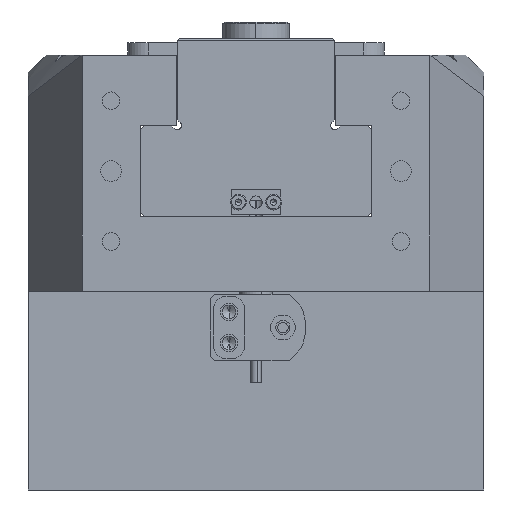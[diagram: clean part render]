
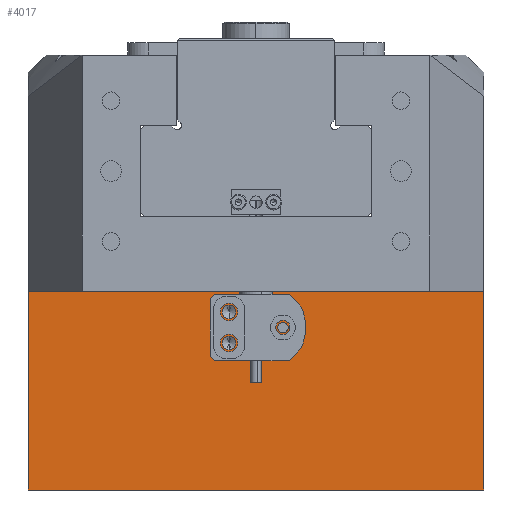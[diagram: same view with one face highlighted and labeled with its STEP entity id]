
A CAD part, left-side view. The second image highlights one B-rep face of the part: STEP entity #4017.
In plain terms, the highlighted planar face has unit normal (-1, 0, 0).
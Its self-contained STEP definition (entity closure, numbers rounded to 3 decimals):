
#504 = CIRCLE ( 'NONE', #27351, 1.65 ) ;
#608 = DIRECTION ( 'NONE',  ( -1., 0., 0. ) ) ;
#815 = CARTESIAN_POINT ( 'NONE',  ( -111.343, 3.014, 223.042 ) ) ;
#1035 = AXIS2_PLACEMENT_3D ( 'NONE', #18187, #12129, #15220 ) ;
#2393 = VERTEX_POINT ( 'NONE', #27526 ) ;
#2674 = ORIENTED_EDGE ( 'NONE', *, *, #25934, .T. ) ;
#3078 = CARTESIAN_POINT ( 'NONE',  ( -111.343, 64.514, 183.842 ) ) ;
#3851 = CIRCLE ( 'NONE', #37058, 1.65 ) ;
#3881 = DIRECTION ( 'NONE',  ( 0., 0., 1. ) ) ;
#4017 = ADVANCED_FACE ( 'NONE', ( #6734, #20177, #39300, #31192 ), #28814, .T. ) ;
#4100 = EDGE_CURVE ( 'NONE', #30684, #31367, #504, .T. ) ;
#6124 = VERTEX_POINT ( 'NONE', #23144 ) ;
#6283 = VERTEX_POINT ( 'NONE', #21254 ) ;
#6734 = FACE_BOUND ( 'NONE', #15579, .T. ) ;
#6871 = CARTESIAN_POINT ( 'NONE',  ( -111.343, 3.014, 223.042 ) ) ;
#6947 = DIRECTION ( 'NONE',  ( 0., 0., 1. ) ) ;
#8191 = LINE ( 'NONE', #15778, #30699 ) ;
#8480 = LINE ( 'NONE', #3078, #12795 ) ;
#9348 = DIRECTION ( 'NONE',  ( 0., 0., 1. ) ) ;
#9639 = DIRECTION ( 'NONE',  ( 0., 1., 0. ) ) ;
#10595 = AXIS2_PLACEMENT_3D ( 'NONE', #13816, #13420, #16760 ) ;
#11240 = AXIS2_PLACEMENT_3D ( 'NONE', #815, #29201, #3881 ) ;
#11711 = VERTEX_POINT ( 'NONE', #37714 ) ;
#11771 = EDGE_LOOP ( 'NONE', ( #23717, #37438 ) ) ;
#12129 = DIRECTION ( 'NONE',  ( -1., 0., 0. ) ) ;
#12404 = EDGE_LOOP ( 'NONE', ( #12738, #21872 ) ) ;
#12501 = DIRECTION ( 'NONE',  ( 0., 0., 1. ) ) ;
#12738 = ORIENTED_EDGE ( 'NONE', *, *, #4100, .F. ) ;
#12795 = VECTOR ( 'NONE', #30373, 1000. ) ;
#12988 = EDGE_CURVE ( 'NONE', #6283, #37625, #36718, .T. ) ;
#13420 = DIRECTION ( 'NONE',  ( -1., 0., 0. ) ) ;
#13693 = ORIENTED_EDGE ( 'NONE', *, *, #33616, .F. ) ;
#13816 = CARTESIAN_POINT ( 'NONE',  ( -111.343, 79.009, 231.842 ) ) ;
#15220 = DIRECTION ( 'NONE',  ( 0., 0., 1. ) ) ;
#15579 = EDGE_LOOP ( 'NONE', ( #18640, #29821 ) ) ;
#15778 = CARTESIAN_POINT ( 'NONE',  ( -111.343, 79.009, 231.842 ) ) ;
#16485 = VERTEX_POINT ( 'NONE', #25001 ) ;
#16760 = DIRECTION ( 'NONE',  ( 0., -1., 0. ) ) ;
#17469 = EDGE_CURVE ( 'NONE', #6124, #11711, #35102, .T. ) ;
#17938 = CARTESIAN_POINT ( 'NONE',  ( -111.343, 16.014, 225.192 ) ) ;
#18187 = CARTESIAN_POINT ( 'NONE',  ( -111.343, 16.014, 226.842 ) ) ;
#18491 = CARTESIAN_POINT ( 'NONE',  ( -111.343, 16.014, 219.342 ) ) ;
#18640 = ORIENTED_EDGE ( 'NONE', *, *, #32045, .F. ) ;
#19487 = LINE ( 'NONE', #34060, #35293 ) ;
#20177 = FACE_BOUND ( 'NONE', #12404, .T. ) ;
#20551 = VERTEX_POINT ( 'NONE', #17938 ) ;
#20676 = EDGE_CURVE ( 'NONE', #37625, #2393, #8480, .T. ) ;
#21254 = CARTESIAN_POINT ( 'NONE',  ( -111.343, -45.486, 183.842 ) ) ;
#21872 = ORIENTED_EDGE ( 'NONE', *, *, #38755, .F. ) ;
#22401 = CARTESIAN_POINT ( 'NONE',  ( -111.343, 9.514, 183.842 ) ) ;
#23144 = CARTESIAN_POINT ( 'NONE',  ( -111.343, 3.014, 221.792 ) ) ;
#23459 = DIRECTION ( 'NONE',  ( 0., 0., 1. ) ) ;
#23717 = ORIENTED_EDGE ( 'NONE', *, *, #26356, .F. ) ;
#24264 = CARTESIAN_POINT ( 'NONE',  ( -111.343, 16.014, 220.992 ) ) ;
#24641 = DIRECTION ( 'NONE',  ( 0., 1., 0. ) ) ;
#24645 = EDGE_LOOP ( 'NONE', ( #25068, #13693, #2674, #28446 ) ) ;
#24808 = CARTESIAN_POINT ( 'NONE',  ( -111.343, -45.486, 231.842 ) ) ;
#25001 = CARTESIAN_POINT ( 'NONE',  ( -111.343, 16.014, 228.492 ) ) ;
#25068 = ORIENTED_EDGE ( 'NONE', *, *, #12988, .F. ) ;
#25343 = CARTESIAN_POINT ( 'NONE',  ( -111.343, 16.014, 219.342 ) ) ;
#25934 = EDGE_CURVE ( 'NONE', #29330, #2393, #8191, .T. ) ;
#26356 = EDGE_CURVE ( 'NONE', #11711, #6124, #29587, .T. ) ;
#26435 = CARTESIAN_POINT ( 'NONE',  ( -111.343, 16.014, 226.842 ) ) ;
#27351 = AXIS2_PLACEMENT_3D ( 'NONE', #18491, #30525, #9348 ) ;
#27526 = CARTESIAN_POINT ( 'NONE',  ( -111.343, 64.514, 231.842 ) ) ;
#28446 = ORIENTED_EDGE ( 'NONE', *, *, #20676, .F. ) ;
#28814 = PLANE ( 'NONE',  #10595 ) ;
#29201 = DIRECTION ( 'NONE',  ( -1., 0., 0. ) ) ;
#29330 = VERTEX_POINT ( 'NONE', #24808 ) ;
#29561 = VECTOR ( 'NONE', #9639, 1000. ) ;
#29587 = CIRCLE ( 'NONE', #35806, 1.25 ) ;
#29607 = DIRECTION ( 'NONE',  ( -1., 0., 0. ) ) ;
#29821 = ORIENTED_EDGE ( 'NONE', *, *, #35001, .F. ) ;
#30373 = DIRECTION ( 'NONE',  ( 0., 0., 1. ) ) ;
#30525 = DIRECTION ( 'NONE',  ( -1., 0., 0. ) ) ;
#30684 = VERTEX_POINT ( 'NONE', #24264 ) ;
#30699 = VECTOR ( 'NONE', #24641, 1000. ) ;
#30938 = CIRCLE ( 'NONE', #32401, 1.65 ) ;
#31192 = FACE_OUTER_BOUND ( 'NONE', #24645, .T. ) ;
#31367 = VERTEX_POINT ( 'NONE', #32689 ) ;
#32045 = EDGE_CURVE ( 'NONE', #16485, #20551, #38696, .T. ) ;
#32401 = AXIS2_PLACEMENT_3D ( 'NONE', #26435, #29607, #23459 ) ;
#32689 = CARTESIAN_POINT ( 'NONE',  ( -111.343, 16.014, 217.692 ) ) ;
#33616 = EDGE_CURVE ( 'NONE', #29330, #6283, #19487, .T. ) ;
#33796 = DIRECTION ( 'NONE',  ( 0., 0., -1. ) ) ;
#34060 = CARTESIAN_POINT ( 'NONE',  ( -111.343, -45.486, 183.842 ) ) ;
#35001 = EDGE_CURVE ( 'NONE', #20551, #16485, #30938, .T. ) ;
#35102 = CIRCLE ( 'NONE', #11240, 1.25 ) ;
#35293 = VECTOR ( 'NONE', #33796, 1000. ) ;
#35806 = AXIS2_PLACEMENT_3D ( 'NONE', #6871, #608, #12501 ) ;
#36718 = LINE ( 'NONE', #22401, #29561 ) ;
#37058 = AXIS2_PLACEMENT_3D ( 'NONE', #25343, #37463, #6947 ) ;
#37438 = ORIENTED_EDGE ( 'NONE', *, *, #17469, .F. ) ;
#37463 = DIRECTION ( 'NONE',  ( -1., 0., 0. ) ) ;
#37472 = CARTESIAN_POINT ( 'NONE',  ( -111.343, 64.514, 183.842 ) ) ;
#37625 = VERTEX_POINT ( 'NONE', #37472 ) ;
#37714 = CARTESIAN_POINT ( 'NONE',  ( -111.343, 3.014, 224.292 ) ) ;
#38696 = CIRCLE ( 'NONE', #1035, 1.65 ) ;
#38755 = EDGE_CURVE ( 'NONE', #31367, #30684, #3851, .T. ) ;
#39300 = FACE_BOUND ( 'NONE', #11771, .T. ) ;
